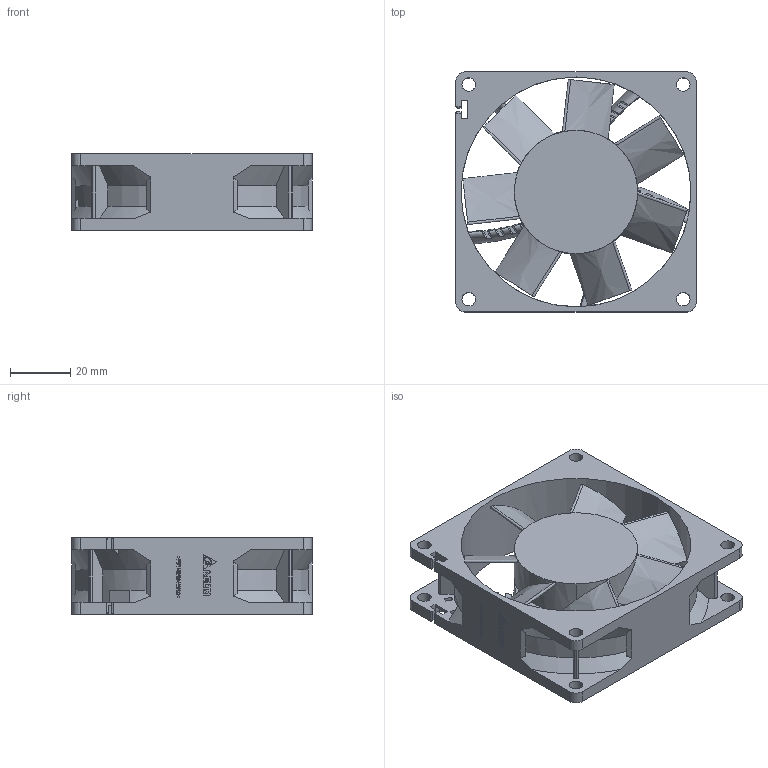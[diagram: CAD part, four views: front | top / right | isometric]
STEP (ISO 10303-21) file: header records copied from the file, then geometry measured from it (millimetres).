
FILE_DESCRIPTION((''),'2;1');
FILE_NAME('QFR0824SH-DT50','2021-01-19T',('LIEN.CHEN'),(''),'CREO PARAMETRIC BY PTC INC, 2015080','CREO PARAMETRIC BY PTC INC, 2015080','');
FILE_SCHEMA(('CONFIG_CONTROL_DESIGN'));
Length unit declared in the file: millimetre
Products named in the file (1): QFR0824SH-DT50
Bounding box: 80.4 x 80 x 25.4 mm (x, y, z)
Volume: 59544.2 mm3; surface area: 34034 mm2
Topology: 2 solids, 2 shells, 731 faces, 2084 edges, 1398 vertices
Faces by surface type: plane 380, extrusion 180, cylinder 108, torus 35, cone 17, bspline 11
Entity records: 27872 total; most frequent: CARTESIAN_POINT 9754, ORIENTED_EDGE 4168, DIRECTION 2949, EDGE_CURVE 2084, VERTEX_POINT 1398, VECTOR 1307, LINE 1127, B_SPLINE_CURVE_WITH_KNOTS 856
